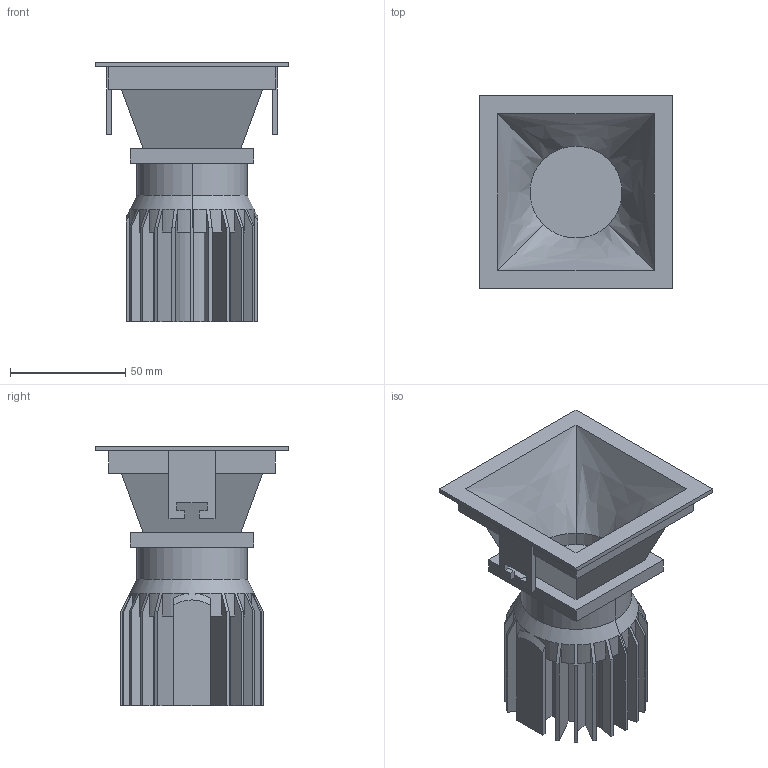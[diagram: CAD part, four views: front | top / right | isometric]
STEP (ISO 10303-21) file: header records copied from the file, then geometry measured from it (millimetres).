
FILE_DESCRIPTION((''),'2;1');
FILE_NAME('010168_ASM','2020-05-27T18:03:42',('Administrator'),(''),'CREO PARAMETRIC BY PTC INC, 2019010','CREO PARAMETRIC BY PTC INC, 2019010','');
FILE_SCHEMA(('CONFIG_CONTROL_DESIGN','SHAPE_APPEARANCE_LAYERS_GROUPS'));
Length unit declared in the file: millimetre
Products named in the file (3): 000; MR06; 010168_ASM
Assembly tree (2 placements, depth 2):
  010168_ASM
    000
    MR06
Bounding box: 84 x 84 x 112.8 mm (x, y, z)
Volume: 153116.7 mm3; surface area: 69285 mm2
Topology: 2 solids, 2 shells, 205 faces, 590 edges, 392 vertices
Faces by surface type: plane 147, cylinder 52, bspline 4, cone 2
Entity records: 7019 total; most frequent: CARTESIAN_POINT 1524, ORIENTED_EDGE 1180, DIRECTION 1042, EDGE_CURVE 590, VECTOR 418, LINE 418, VERTEX_POINT 392, AXIS2_PLACEMENT_3D 312
